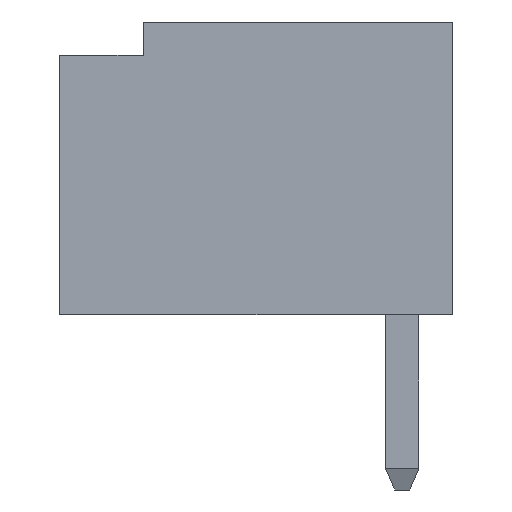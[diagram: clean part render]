
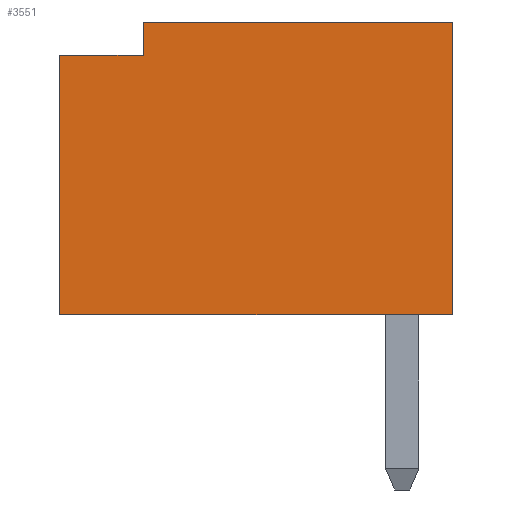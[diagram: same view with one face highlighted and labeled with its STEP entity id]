
A CAD part, left-side view. The second image highlights one B-rep face of the part: STEP entity #3551.
In plain terms, the highlighted planar face has unit normal (-1, 0, 0).
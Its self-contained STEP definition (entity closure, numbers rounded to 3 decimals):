
#5=DIRECTION('',(0.,0.,1.));
#6=VECTOR('',#5,3.5);
#7=CARTESIAN_POINT('',(-3.375,0.,-1.75));
#8=LINE('',#7,#6);
#57=DIRECTION('',(0.,1.,0.));
#58=VECTOR('',#57,3.7);
#59=CARTESIAN_POINT('',(-3.375,0.,1.75));
#60=LINE('',#59,#58);
#481=DIRECTION('',(0.,0.,1.));
#482=VECTOR('',#481,3.1);
#483=CARTESIAN_POINT('',(-3.375,4.7,-1.75));
#484=LINE('',#483,#482);
#797=DIRECTION('',(0.,-1.,0.));
#798=VECTOR('',#797,1.);
#799=CARTESIAN_POINT('',(-3.375,4.7,1.35));
#800=LINE('',#799,#798);
#801=DIRECTION('',(0.,0.,-1.));
#802=VECTOR('',#801,0.4);
#803=CARTESIAN_POINT('',(-3.375,3.7,1.75));
#804=LINE('',#803,#802);
#805=DIRECTION('',(0.,1.,0.));
#806=VECTOR('',#805,4.7);
#807=CARTESIAN_POINT('',(-3.375,0.,-1.75));
#808=LINE('',#807,#806);
#1981=CARTESIAN_POINT('',(-3.375,0.,-1.75));
#1982=CARTESIAN_POINT('',(-3.375,0.,1.75));
#1983=VERTEX_POINT('',#1981);
#1984=VERTEX_POINT('',#1982);
#2003=CARTESIAN_POINT('',(-3.375,4.7,-1.75));
#2004=VERTEX_POINT('',#2003);
#2029=CARTESIAN_POINT('',(-3.375,4.7,1.35));
#2030=CARTESIAN_POINT('',(-3.375,3.7,1.35));
#2031=VERTEX_POINT('',#2029);
#2032=VERTEX_POINT('',#2030);
#2033=CARTESIAN_POINT('',(-3.375,3.7,1.75));
#2034=VERTEX_POINT('',#2033);
#3537=CARTESIAN_POINT('',(-3.375,0.,-1.75));
#3538=DIRECTION('',(-1.,0.,0.));
#3539=DIRECTION('',(0.,0.,1.));
#3540=AXIS2_PLACEMENT_3D('',#3537,#3538,#3539);
#3541=PLANE('',#3540);
#3542=ORIENTED_EDGE('',*,*,#3424,.T.);
#3543=ORIENTED_EDGE('',*,*,#3527,.F.);
#3544=ORIENTED_EDGE('',*,*,#2665,.F.);
#3545=ORIENTED_EDGE('',*,*,#2608,.F.);
#3547=ORIENTED_EDGE('',*,*,#3546,.T.);
#3548=ORIENTED_EDGE('',*,*,#3163,.T.);
#3549=EDGE_LOOP('',(#3542,#3543,#3544,#3545,#3547,#3548));
#3550=FACE_OUTER_BOUND('',#3549,.F.);
#2608=EDGE_CURVE('',#1983,#1984,#8,.T.);
#2665=EDGE_CURVE('',#1984,#2034,#60,.T.);
#3163=EDGE_CURVE('',#2004,#2031,#484,.T.);
#3424=EDGE_CURVE('',#2031,#2032,#800,.T.);
#3527=EDGE_CURVE('',#2034,#2032,#804,.T.);
#3546=EDGE_CURVE('',#1983,#2004,#808,.T.);
#3551=ADVANCED_FACE('',(#3550),#3541,.T.);
